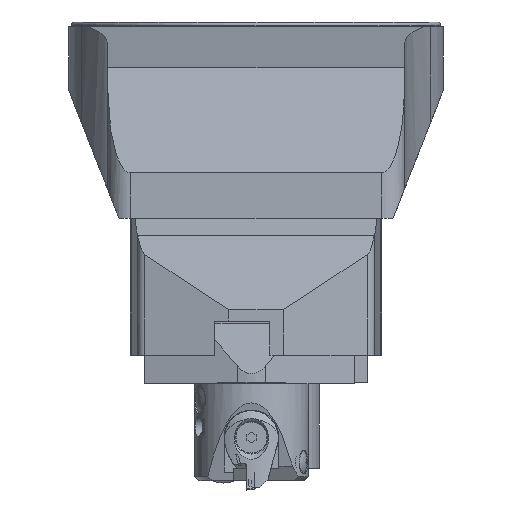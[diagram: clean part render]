
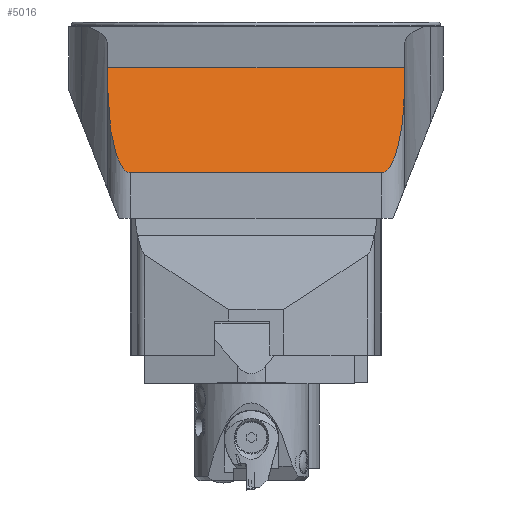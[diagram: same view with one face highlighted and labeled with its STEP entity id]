
A CAD part, left-side view. The second image highlights one B-rep face of the part: STEP entity #5016.
In plain terms, the highlighted planar face has unit normal (-0.966, 0, 0.259).
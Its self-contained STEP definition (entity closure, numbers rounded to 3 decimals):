
#5016=ADVANCED_FACE('',(#5918),#5423,.F.);
#5423=PLANE('',#15641);
#5918=FACE_OUTER_BOUND('',#6564,.T.);
#6564=EDGE_LOOP('',(#9346,#9347,#9348,#9349,#9350,#9351));
#6745=ELLIPSE('',#15639,38.637,10.);
#6746=ELLIPSE('',#15640,38.637,10.);
#9346=ORIENTED_EDGE('',*,*,#12139,.T.);
#9347=ORIENTED_EDGE('',*,*,#12140,.T.);
#9348=ORIENTED_EDGE('',*,*,#12133,.F.);
#9349=ORIENTED_EDGE('',*,*,#12141,.T.);
#9350=ORIENTED_EDGE('',*,*,#12142,.T.);
#9351=ORIENTED_EDGE('',*,*,#12143,.T.);
#10698=VERTEX_POINT('',#22435);
#10699=VERTEX_POINT('',#22436);
#10702=VERTEX_POINT('',#22447);
#10703=VERTEX_POINT('',#22448);
#10704=VERTEX_POINT('',#22451);
#10705=VERTEX_POINT('',#22453);
#12133=EDGE_CURVE('',#10698,#10699,#13030,.T.);
#12139=EDGE_CURVE('',#10702,#10703,#13036,.T.);
#12140=EDGE_CURVE('',#10703,#10699,#6745,.T.);
#12141=EDGE_CURVE('',#10698,#10704,#6746,.T.);
#12142=EDGE_CURVE('',#10704,#10705,#13037,.T.);
#12143=EDGE_CURVE('',#10705,#10702,#13038,.T.);
#13030=LINE('',#22434,#13876);
#13036=LINE('',#22446,#13882);
#13037=LINE('',#22452,#13883);
#13038=LINE('',#22454,#13884);
#13876=VECTOR('',#18145,1.);
#13882=VECTOR('',#18155,1.);
#13883=VECTOR('',#18160,1.);
#13884=VECTOR('',#18161,1.);
#15639=AXIS2_PLACEMENT_3D('',#22449,#18156,#18157);
#15640=AXIS2_PLACEMENT_3D('',#22450,#18158,#18159);
#15641=AXIS2_PLACEMENT_3D('',#22455,#18162,#18163);
#18145=DIRECTION('',(0.,1.,0.));
#18155=DIRECTION('',(-0.259,0.,-0.966));
#18156=DIRECTION('',(-0.966,0.,0.259));
#18157=DIRECTION('',(-0.259,0.,-0.966));
#18158=DIRECTION('',(-0.966,0.,0.259));
#18159=DIRECTION('',(0.259,0.,0.966));
#18160=DIRECTION('',(0.259,0.,0.966));
#18161=DIRECTION('',(0.,1.,0.));
#18162=DIRECTION('',(0.966,0.,-0.259));
#18163=DIRECTION('',(0.259,0.,0.966));
#22434=CARTESIAN_POINT('',(-235.,-235.,-66.));
#22435=CARTESIAN_POINT('',(-235.,-55.,-66.));
#22436=CARTESIAN_POINT('',(-235.,55.,-66.));
#22446=CARTESIAN_POINT('',(-222.674,65.,-20.));
#22447=CARTESIAN_POINT('',(-222.674,65.,-20.));
#22448=CARTESIAN_POINT('',(-225.,65.,-28.679));
#22449=CARTESIAN_POINT('',(-225.,55.,-28.679));
#22450=CARTESIAN_POINT('',(-225.,-55.,-28.679));
#22451=CARTESIAN_POINT('',(-225.,-65.,-28.679));
#22452=CARTESIAN_POINT('',(-222.674,-65.,-20.));
#22453=CARTESIAN_POINT('',(-222.674,-65.,-20.));
#22454=CARTESIAN_POINT('',(-222.674,-235.,-20.));
#22455=CARTESIAN_POINT('',(-222.674,-235.,-20.));
